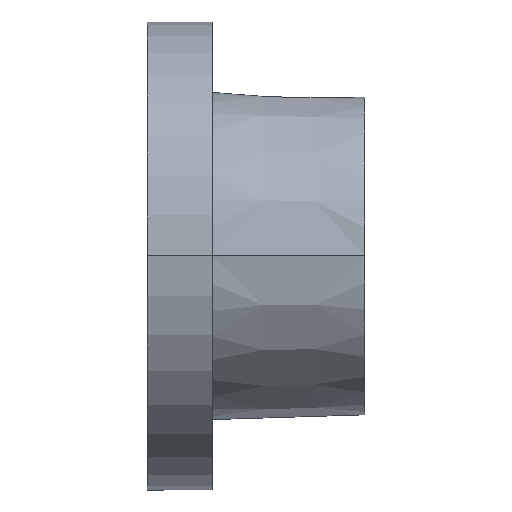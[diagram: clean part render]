
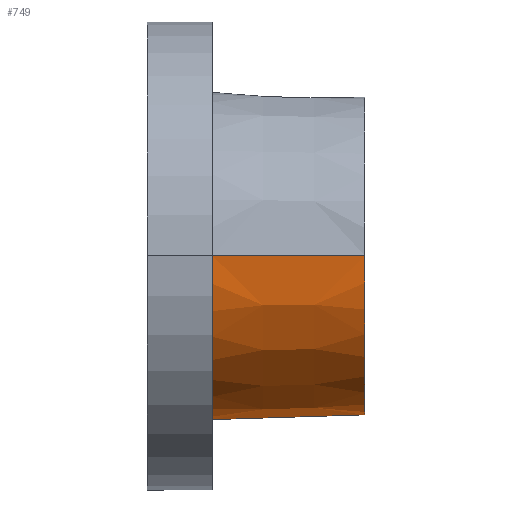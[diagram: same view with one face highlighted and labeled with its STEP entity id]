
A CAD part, top view. The second image highlights one B-rep face of the part: STEP entity #749.
In plain terms, the highlighted conical face has half-angle 1.79 degrees and reference radius 23.86 mm.
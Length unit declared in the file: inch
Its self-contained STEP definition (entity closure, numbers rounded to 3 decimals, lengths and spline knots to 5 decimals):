
#4 = CARTESIAN_POINT ( 'NONE',  ( 0., 0., 0. ) ) ;
#46 = VECTOR ( 'NONE', #389, 39.37008 ) ;
#60 = CARTESIAN_POINT ( 'NONE',  ( 0.875, 0., 0.91204 ) ) ;
#65 = CARTESIAN_POINT ( 'NONE',  ( 0.875, -0.91191, 0.01592 ) ) ;
#148 = EDGE_CURVE ( 'NONE', #586, #658, #224, .T. ) ;
#151 = CIRCLE ( 'NONE', #204, 0.93939 ) ;
#200 = LINE ( 'NONE', #895, #46 ) ;
#204 = AXIS2_PLACEMENT_3D ( 'NONE', #432, #1014, #507 ) ;
#209 = EDGE_CURVE ( 'NONE', #586, #691, #200, .T. ) ;
#224 = CIRCLE ( 'NONE', #604, 0.91204 ) ;
#268 = DIRECTION ( 'NONE',  ( 0., 0., -1. ) ) ;
#307 = CARTESIAN_POINT ( 'NONE',  ( 0., -0.93925, 0.01639 ) ) ;
#320 = VECTOR ( 'NONE', #594, 39.37008 ) ;
#380 = CONICAL_SURFACE ( 'NONE', #514, 0.93939, 0.031 ) ;
#389 = DIRECTION ( 'NONE',  ( -1., 0., 0.031 ) ) ;
#432 = CARTESIAN_POINT ( 'NONE',  ( 0., 0., 0. ) ) ;
#438 = ORIENTED_EDGE ( 'NONE', *, *, #148, .F. ) ;
#440 = DIRECTION ( 'NONE',  ( 1., 0., 0. ) ) ;
#455 = DIRECTION ( 'NONE',  ( 0., 0., -1. ) ) ;
#500 = CARTESIAN_POINT ( 'NONE',  ( 30.05896, 0., 0. ) ) ;
#504 = CARTESIAN_POINT ( 'NONE',  ( 0.875, 0., 0. ) ) ;
#505 = EDGE_CURVE ( 'NONE', #658, #756, #864, .T. ) ;
#507 = DIRECTION ( 'NONE',  ( 0., 0., -1. ) ) ;
#514 = AXIS2_PLACEMENT_3D ( 'NONE', #4, #879, #455 ) ;
#566 = EDGE_CURVE ( 'NONE', #691, #756, #151, .T. ) ;
#586 = VERTEX_POINT ( 'NONE', #60 ) ;
#591 = FACE_OUTER_BOUND ( 'NONE', #773, .T. ) ;
#594 = DIRECTION ( 'NONE',  ( -1., -0.031, 0.001 ) ) ;
#604 = AXIS2_PLACEMENT_3D ( 'NONE', #504, #440, #268 ) ;
#606 = ORIENTED_EDGE ( 'NONE', *, *, #505, .F. ) ;
#616 = CARTESIAN_POINT ( 'NONE',  ( 0., 0., 0.93939 ) ) ;
#658 = VERTEX_POINT ( 'NONE', #65 ) ;
#671 = ORIENTED_EDGE ( 'NONE', *, *, #566, .T. ) ;
#691 = VERTEX_POINT ( 'NONE', #616 ) ;
#749 = ADVANCED_FACE ( 'NONE', ( #591 ), #380, .T. ) ;
#756 = VERTEX_POINT ( 'NONE', #307 ) ;
#773 = EDGE_LOOP ( 'NONE', ( #438, #900, #671, #606 ) ) ;
#864 = LINE ( 'NONE', #500, #320 ) ;
#879 = DIRECTION ( 'NONE',  ( -1., 0., 0. ) ) ;
#895 = CARTESIAN_POINT ( 'NONE',  ( 0., 0., 0.93939 ) ) ;
#900 = ORIENTED_EDGE ( 'NONE', *, *, #209, .T. ) ;
#1014 = DIRECTION ( 'NONE',  ( 1., 0., 0. ) ) ;
